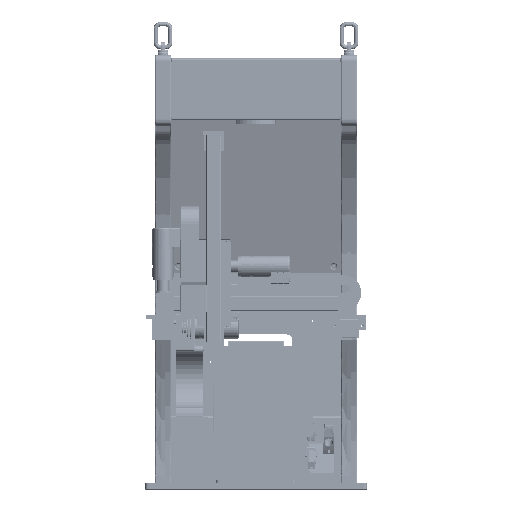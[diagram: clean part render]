
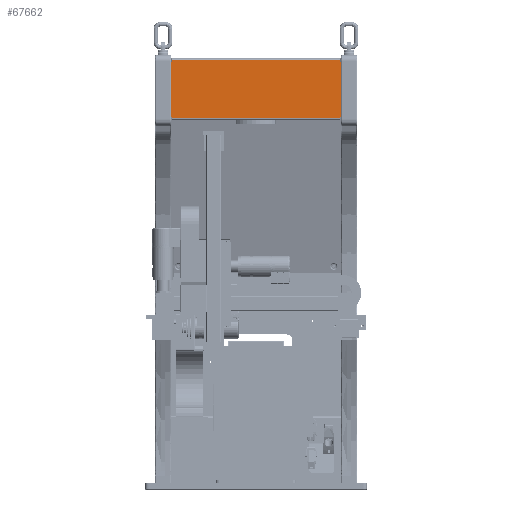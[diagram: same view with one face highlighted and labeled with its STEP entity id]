
A CAD part, top view. The second image highlights one B-rep face of the part: STEP entity #67662.
In plain terms, the highlighted planar face has unit normal (0, 0, 1).
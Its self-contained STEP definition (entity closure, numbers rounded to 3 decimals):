
#4792=PLANE('',#72444);
#10948=VECTOR('',#135371,1.);
#10949=VECTOR('',#135375,1.);
#10950=VECTOR('',#135380,1.);
#10951=VECTOR('',#135385,1.);
#10952=VECTOR('',#135386,1.);
#10953=VECTOR('',#135391,1.);
#10954=VECTOR('',#135396,1.);
#10955=VECTOR('',#135397,1.);
#17120=LINE('',#115532,#10948);
#17121=LINE('',#115536,#10949);
#17122=LINE('',#115543,#10950);
#17123=LINE('',#115549,#10951);
#17124=LINE('',#115550,#10952);
#17125=LINE('',#115556,#10953);
#17126=LINE('',#115562,#10954);
#17127=LINE('',#115564,#10955);
#25591=VERTEX_POINT('',#115531);
#25592=VERTEX_POINT('',#115533);
#25593=VERTEX_POINT('',#115537);
#25594=VERTEX_POINT('',#115538);
#25595=VERTEX_POINT('',#115540);
#25596=VERTEX_POINT('',#115542);
#25597=VERTEX_POINT('',#115544);
#25598=VERTEX_POINT('',#115546);
#25599=VERTEX_POINT('',#115548);
#25600=VERTEX_POINT('',#115551);
#25601=VERTEX_POINT('',#115553);
#25602=VERTEX_POINT('',#115555);
#25603=VERTEX_POINT('',#115557);
#25604=VERTEX_POINT('',#115559);
#25605=VERTEX_POINT('',#115561);
#25606=VERTEX_POINT('',#115563);
#30555=CIRCLE('',#72445,0.5);
#30556=CIRCLE('',#72446,0.5);
#30557=CIRCLE('',#72447,0.5);
#30558=CIRCLE('',#72448,0.5);
#30559=CIRCLE('',#72449,0.5);
#30560=CIRCLE('',#72450,0.5);
#30561=CIRCLE('',#72451,0.5);
#30562=CIRCLE('',#72452,0.5);
#40860=EDGE_CURVE('',#25592,#25591,#17120,.T.);
#40862=EDGE_CURVE('',#25593,#25594,#17121,.T.);
#40863=EDGE_CURVE('',#25594,#25595,#30555,.T.);
#40864=EDGE_CURVE('',#25596,#25595,#30556,.T.);
#40865=EDGE_CURVE('',#25596,#25597,#17122,.T.);
#40866=EDGE_CURVE('',#25598,#25597,#30557,.T.);
#40867=EDGE_CURVE('',#25598,#25599,#30558,.T.);
#40868=EDGE_CURVE('',#25599,#25592,#17123,.T.);
#40869=EDGE_CURVE('',#25591,#25600,#17124,.T.);
#40870=EDGE_CURVE('',#25600,#25601,#30559,.T.);
#40871=EDGE_CURVE('',#25602,#25601,#30560,.T.);
#40872=EDGE_CURVE('',#25602,#25603,#17125,.T.);
#40873=EDGE_CURVE('',#25603,#25604,#30561,.T.);
#40874=EDGE_CURVE('',#25604,#25605,#30562,.T.);
#40875=EDGE_CURVE('',#25605,#25606,#17126,.T.);
#40876=EDGE_CURVE('',#25593,#25606,#17127,.T.);
#55144=ORIENTED_EDGE('',*,*,#40862,.T.);
#55145=ORIENTED_EDGE('',*,*,#40863,.T.);
#55146=ORIENTED_EDGE('',*,*,#40864,.F.);
#55147=ORIENTED_EDGE('',*,*,#40865,.T.);
#55148=ORIENTED_EDGE('',*,*,#40866,.F.);
#55149=ORIENTED_EDGE('',*,*,#40867,.T.);
#55150=ORIENTED_EDGE('',*,*,#40868,.T.);
#55151=ORIENTED_EDGE('',*,*,#40860,.T.);
#55152=ORIENTED_EDGE('',*,*,#40869,.T.);
#55153=ORIENTED_EDGE('',*,*,#40870,.T.);
#55154=ORIENTED_EDGE('',*,*,#40871,.F.);
#55155=ORIENTED_EDGE('',*,*,#40872,.T.);
#55156=ORIENTED_EDGE('',*,*,#40873,.T.);
#55157=ORIENTED_EDGE('',*,*,#40874,.T.);
#55158=ORIENTED_EDGE('',*,*,#40875,.T.);
#55159=ORIENTED_EDGE('',*,*,#40876,.F.);
#61225=EDGE_LOOP('',(#55144,#55145,#55146,#55147,#55148,#55149,#55150,#55151,
#55152,#55153,#55154,#55155,#55156,#55157,#55158,#55159));
#64940=FACE_BOUND('',#61225,.T.);
#67662=ADVANCED_FACE('',(#64940),#4792,.T.);
#72444=AXIS2_PLACEMENT_3D('',#115535,#135374,$);
#72445=AXIS2_PLACEMENT_3D('',#115539,#135376,#135377);
#72446=AXIS2_PLACEMENT_3D('',#115541,#135378,#135379);
#72447=AXIS2_PLACEMENT_3D('',#115545,#135381,#135382);
#72448=AXIS2_PLACEMENT_3D('',#115547,#135383,#135384);
#72449=AXIS2_PLACEMENT_3D('',#115552,#135387,#135388);
#72450=AXIS2_PLACEMENT_3D('',#115554,#135389,#135390);
#72451=AXIS2_PLACEMENT_3D('',#115558,#135392,#135393);
#72452=AXIS2_PLACEMENT_3D('',#115560,#135394,#135395);
#115531=CARTESIAN_POINT('',(249.75,1098.1,75.));
#115532=CARTESIAN_POINT('',(-249.75,1098.1,75.));
#115533=CARTESIAN_POINT('',(-249.75,1098.1,75.));
#115535=CARTESIAN_POINT('',(0.,1183.021,75.));
#115536=CARTESIAN_POINT('',(-249.75,1269.9,75.));
#115537=CARTESIAN_POINT('',(-249.75,1269.9,75.));
#115538=CARTESIAN_POINT('',(-249.75,1265.4,75.));
#115539=CARTESIAN_POINT('',(-250.25,1265.4,75.));
#115540=CARTESIAN_POINT('',(-250.25,1264.9,75.));
#115541=CARTESIAN_POINT('',(-250.25,1264.4,75.));
#115542=CARTESIAN_POINT('',(-250.75,1264.4,75.));
#115543=CARTESIAN_POINT('',(-250.75,1264.4,75.));
#115544=CARTESIAN_POINT('',(-250.75,1103.6,75.));
#115545=CARTESIAN_POINT('',(-250.25,1103.6,75.));
#115546=CARTESIAN_POINT('',(-250.25,1103.1,75.));
#115547=CARTESIAN_POINT('',(-250.25,1102.6,75.));
#115548=CARTESIAN_POINT('',(-249.75,1102.6,75.));
#115549=CARTESIAN_POINT('',(-249.75,1102.6,75.));
#115550=CARTESIAN_POINT('',(249.75,1098.1,75.));
#115551=CARTESIAN_POINT('',(249.75,1102.6,75.));
#115552=CARTESIAN_POINT('',(250.25,1102.6,75.));
#115553=CARTESIAN_POINT('',(250.25,1103.1,75.));
#115554=CARTESIAN_POINT('',(250.25,1103.6,75.));
#115555=CARTESIAN_POINT('',(250.75,1103.6,75.));
#115556=CARTESIAN_POINT('',(250.75,1103.6,75.));
#115557=CARTESIAN_POINT('',(250.75,1264.4,75.));
#115558=CARTESIAN_POINT('',(250.25,1264.4,75.));
#115559=CARTESIAN_POINT('',(250.25,1264.9,75.));
#115560=CARTESIAN_POINT('',(250.25,1265.4,75.));
#115561=CARTESIAN_POINT('',(249.75,1265.4,75.));
#115562=CARTESIAN_POINT('',(249.75,1265.4,75.));
#115563=CARTESIAN_POINT('',(249.75,1269.9,75.));
#115564=CARTESIAN_POINT('',(-249.75,1269.9,75.));
#135371=DIRECTION('',(1.,0.,0.));
#135374=DIRECTION('',(0.,0.,1.));
#135375=DIRECTION('',(0.,-1.,0.));
#135376=DIRECTION('',(0.,0.,-1.));
#135377=DIRECTION('',(-0.5,0.,0.));
#135378=DIRECTION('',(0.,0.,-1.));
#135379=DIRECTION('',(-0.5,0.,0.));
#135380=DIRECTION('',(0.,-1.,0.));
#135381=DIRECTION('',(0.,0.,-1.));
#135382=DIRECTION('',(0.5,0.,0.));
#135383=DIRECTION('',(0.,0.,-1.));
#135384=DIRECTION('',(-0.5,0.,0.));
#135385=DIRECTION('',(0.,-1.,0.));
#135386=DIRECTION('',(0.,1.,0.));
#135387=DIRECTION('',(0.,0.,-1.));
#135388=DIRECTION('',(-0.5,0.,0.));
#135389=DIRECTION('',(0.,0.,-1.));
#135390=DIRECTION('',(-0.5,0.,0.));
#135391=DIRECTION('',(0.,1.,0.));
#135392=DIRECTION('',(0.,0.,1.));
#135393=DIRECTION('',(0.5,0.,0.));
#135394=DIRECTION('',(0.,0.,-1.));
#135395=DIRECTION('',(-0.5,0.,0.));
#135396=DIRECTION('',(0.,1.,0.));
#135397=DIRECTION('',(1.,0.,0.));
